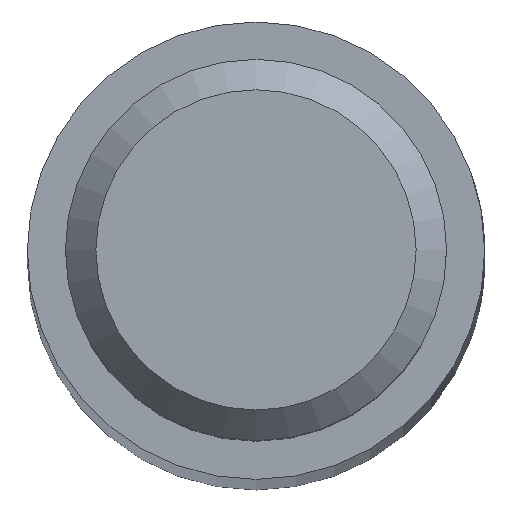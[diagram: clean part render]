
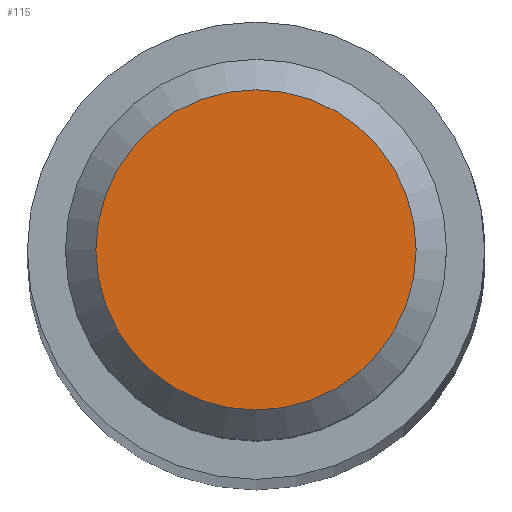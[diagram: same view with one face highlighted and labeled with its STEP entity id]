
A CAD part, top view. The second image highlights one B-rep face of the part: STEP entity #115.
In plain terms, the highlighted planar face has unit normal (0, 0, 1).
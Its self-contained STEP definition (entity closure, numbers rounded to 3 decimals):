
#36=CARTESIAN_POINT('',(-10.5,0.,30.));
#37=VERTEX_POINT('',#36);
#44=CARTESIAN_POINT('',(10.5,0.,30.));
#45=VERTEX_POINT('',#44);
#46=CARTESIAN_POINT('',(0.,0.,30.));
#47=DIRECTION('',(-1.,0.,0.));
#48=DIRECTION('',(0.,0.,-1.));
#49=AXIS2_PLACEMENT_3D('',#46,#48,#47);
#50=CIRCLE('',#49,10.5);
#51=EDGE_CURVE('',#37,#45,#50,.T.);
#53=CARTESIAN_POINT('',(0.,0.,30.));
#54=DIRECTION('',(1.,0.,0.));
#55=DIRECTION('',(-0.,0.,-1.));
#56=AXIS2_PLACEMENT_3D('',#53,#55,#54);
#57=CIRCLE('',#56,10.5);
#58=EDGE_CURVE('',#45,#37,#57,.T.);
#106=CARTESIAN_POINT('',(0.,0.,30.));
#107=DIRECTION('',(1.,0.,0.));
#108=DIRECTION('',(0.,0.,1.));
#109=AXIS2_PLACEMENT_3D('',#106,#108,#107);
#110=PLANE('',#109);
#111=ORIENTED_EDGE('',*,*,#51,.F.);
#112=ORIENTED_EDGE('',*,*,#58,.F.);
#113=EDGE_LOOP('',(#111,#112));
#114=FACE_OUTER_BOUND('',#113,.T.);
#115=ADVANCED_FACE('F3',(#114),#110,.T.);
